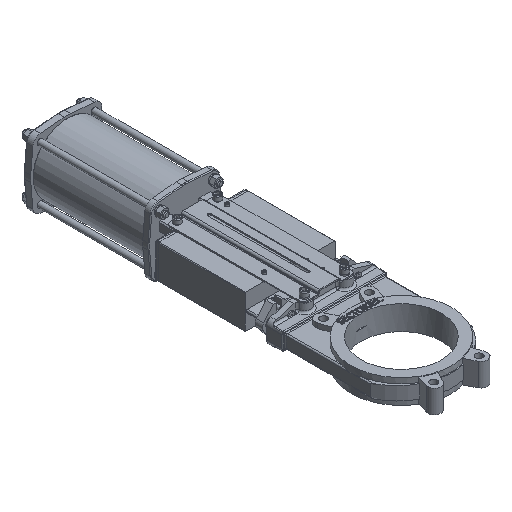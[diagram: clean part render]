
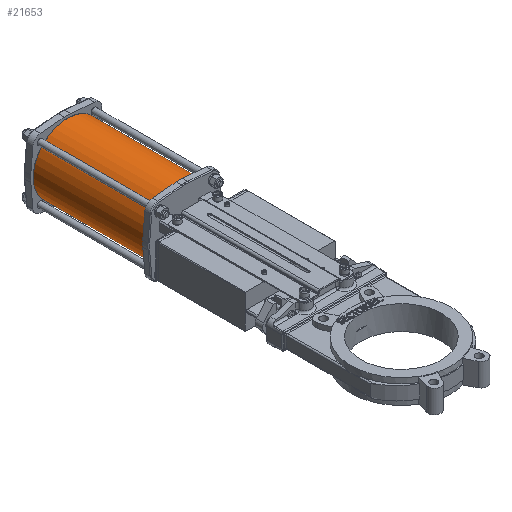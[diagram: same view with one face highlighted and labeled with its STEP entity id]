
A CAD part, isometric view. The second image highlights one B-rep face of the part: STEP entity #21653.
In plain terms, the highlighted cylindrical face has radius 85 mm (diameter 170 mm), a full revolution.
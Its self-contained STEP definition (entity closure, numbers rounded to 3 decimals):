
#680=CYLINDRICAL_SURFACE('',#23230,85.);
#1322=FACE_BOUND('',#4578,.T.);
#1752=CIRCLE('',#23086,85.);
#1803=CIRCLE('',#23231,85.);
#3173=FACE_OUTER_BOUND('',#4577,.T.);
#4577=EDGE_LOOP('',(#15821));
#4578=EDGE_LOOP('',(#15822));
#9136=VERTEX_POINT('',#34584);
#9280=VERTEX_POINT('',#35171);
#11473=EDGE_CURVE('',#9136,#9136,#1752,.T.);
#11693=EDGE_CURVE('',#9280,#9280,#1803,.T.);
#15821=ORIENTED_EDGE('',*,*,#11693,.T.);
#15822=ORIENTED_EDGE('',*,*,#11473,.F.);
#21653=ADVANCED_FACE('',(#3173,#1322),#680,.T.);
#23086=AXIS2_PLACEMENT_3D('',#34585,#26426,#26427);
#23230=AXIS2_PLACEMENT_3D('',#35170,#26831,#26832);
#23231=AXIS2_PLACEMENT_3D('',#35172,#26833,#26834);
#26426=DIRECTION('center_axis',(0.,1.,0.));
#26427=DIRECTION('ref_axis',(-0.037,0.,0.999));
#26831=DIRECTION('center_axis',(0.,1.,0.));
#26832=DIRECTION('ref_axis',(0.,0.,1.));
#26833=DIRECTION('center_axis',(0.,1.,0.));
#26834=DIRECTION('ref_axis',(-0.037,0.,0.999));
#34584=CARTESIAN_POINT('',(-3.176,771.393,84.941));
#34585=CARTESIAN_POINT('Origin',(0.,771.393,0.));
#35170=CARTESIAN_POINT('Origin',(0.,494.393,0.));
#35171=CARTESIAN_POINT('',(-3.176,494.393,84.941));
#35172=CARTESIAN_POINT('Origin',(0.,494.393,0.));
